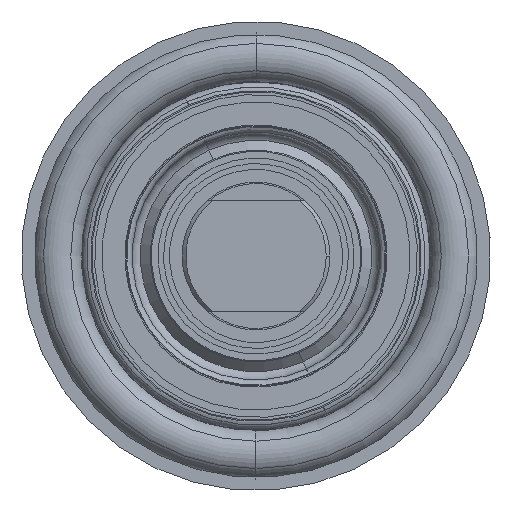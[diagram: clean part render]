
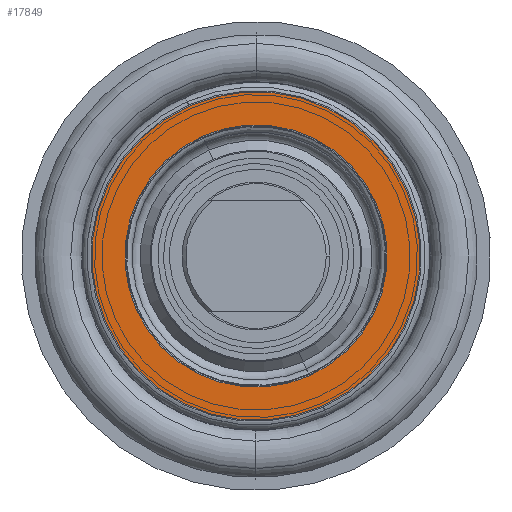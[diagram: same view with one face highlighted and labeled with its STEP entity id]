
A CAD part, left-side view. The second image highlights one B-rep face of the part: STEP entity #17849.
In plain terms, the highlighted planar face has unit normal (-1, 0, 0).
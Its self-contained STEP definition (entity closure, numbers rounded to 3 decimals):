
#64 = ORIENTED_EDGE ( 'NONE', *, *, #10915, .F. ) ;
#157 = AXIS2_PLACEMENT_3D ( 'NONE', #19301, #7528, #2442 ) ;
#1693 = PLANE ( 'NONE',  #12455 ) ;
#1715 = CARTESIAN_POINT ( 'NONE',  ( 5.2, 9.051, 20.286 ) ) ;
#2028 = DIRECTION ( 'NONE',  ( 0., -0.407, -0.913 ) ) ;
#2442 = DIRECTION ( 'NONE',  ( 0., -0.407, -0.913 ) ) ;
#2547 = ORIENTED_EDGE ( 'NONE', *, *, #21412, .F. ) ;
#3016 = FACE_BOUND ( 'NONE', #11306, .T. ) ;
#3018 = CIRCLE ( 'NONE', #157, 22.214 ) ;
#3499 = EDGE_CURVE ( 'NONE', #5033, #13003, #3018, .T. ) ;
#5033 = VERTEX_POINT ( 'NONE', #1715 ) ;
#6316 = CARTESIAN_POINT ( 'NONE',  ( 5.2, 0., 0. ) ) ;
#6518 = AXIS2_PLACEMENT_3D ( 'NONE', #6316, #12958, #8054 ) ;
#7090 = DIRECTION ( 'NONE',  ( 0., -0.913, 0.407 ) ) ;
#7281 = EDGE_LOOP ( 'NONE', ( #2547, #9282 ) ) ;
#7528 = DIRECTION ( 'NONE',  ( 1., 0., 0. ) ) ;
#8054 = DIRECTION ( 'NONE',  ( 0., -0.407, -0.913 ) ) ;
#9070 = CARTESIAN_POINT ( 'NONE',  ( 5.2, 0., 0. ) ) ;
#9281 = CARTESIAN_POINT ( 'NONE',  ( 5.2, -9.051, -20.286 ) ) ;
#9282 = ORIENTED_EDGE ( 'NONE', *, *, #3499, .F. ) ;
#9493 = DIRECTION ( 'NONE',  ( -1., 0., 0. ) ) ;
#10205 = DIRECTION ( 'NONE',  ( -1., 0., 0. ) ) ;
#10458 = CIRCLE ( 'NONE', #6518, 22.214 ) ;
#10915 = EDGE_CURVE ( 'NONE', #20355, #20991, #16879, .T. ) ;
#10957 = DIRECTION ( 'NONE',  ( 0., -0.913, 0.407 ) ) ;
#11306 = EDGE_LOOP ( 'NONE', ( #64, #12433 ) ) ;
#12003 = FACE_OUTER_BOUND ( 'NONE', #7281, .T. ) ;
#12433 = ORIENTED_EDGE ( 'NONE', *, *, #21081, .F. ) ;
#12455 = AXIS2_PLACEMENT_3D ( 'NONE', #15746, #19195, #2028 ) ;
#12606 = CARTESIAN_POINT ( 'NONE',  ( 5.2, -7.233, -16.21 ) ) ;
#12958 = DIRECTION ( 'NONE',  ( 1., 0., 0. ) ) ;
#13003 = VERTEX_POINT ( 'NONE', #9281 ) ;
#13728 = AXIS2_PLACEMENT_3D ( 'NONE', #9070, #9493, #10957 ) ;
#15746 = CARTESIAN_POINT ( 'NONE',  ( 5.2, 0., 0. ) ) ;
#16718 = CARTESIAN_POINT ( 'NONE',  ( 5.2, 7.233, 16.21 ) ) ;
#16828 = CARTESIAN_POINT ( 'NONE',  ( 5.2, 0., 0. ) ) ;
#16879 = CIRCLE ( 'NONE', #13728, 17.75 ) ;
#17849 = ADVANCED_FACE ( 'NONE', ( #12003, #3016 ), #1693, .F. ) ;
#19195 = DIRECTION ( 'NONE',  ( 1., 0., 0. ) ) ;
#19301 = CARTESIAN_POINT ( 'NONE',  ( 5.2, 0., 0. ) ) ;
#20355 = VERTEX_POINT ( 'NONE', #12606 ) ;
#20991 = VERTEX_POINT ( 'NONE', #16718 ) ;
#21081 = EDGE_CURVE ( 'NONE', #20991, #20355, #21762, .T. ) ;
#21412 = EDGE_CURVE ( 'NONE', #13003, #5033, #10458, .T. ) ;
#21423 = AXIS2_PLACEMENT_3D ( 'NONE', #16828, #10205, #7090 ) ;
#21762 = CIRCLE ( 'NONE', #21423, 17.75 ) ;
